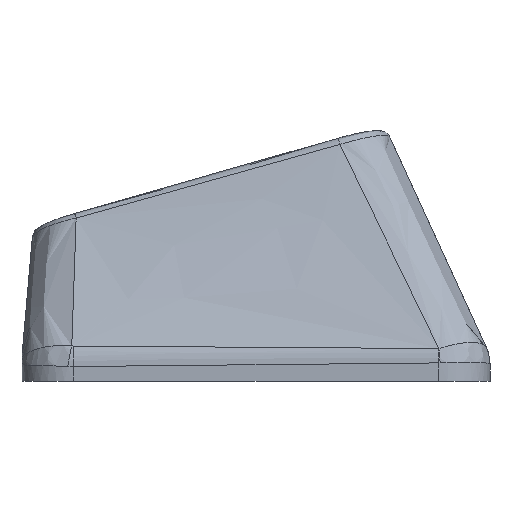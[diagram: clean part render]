
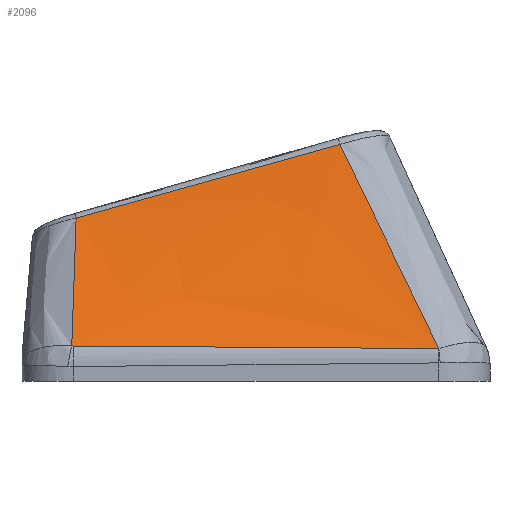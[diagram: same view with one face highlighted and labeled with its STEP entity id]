
A CAD part, left-side view. The second image highlights one B-rep face of the part: STEP entity #2096.
In plain terms, the highlighted free-form (B-spline) face has degree [3, 3] with [4, 4] control points.
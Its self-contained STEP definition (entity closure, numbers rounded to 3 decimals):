
#52=B_SPLINE_SURFACE_WITH_KNOTS('',3,3,((#5233,#5234,#5235,#5236),(#5237,
#5238,#5239,#5240),(#5241,#5242,#5243,#5244),(#5245,#5246,#5247,#5248)),
 .UNSPECIFIED.,.F.,.F.,.F.,(4,4),(4,4),(0.103,0.893),
(0.032,0.969),.UNSPECIFIED.);
#402=FACE_OUTER_BOUND('',#510,.T.);
#510=EDGE_LOOP('',(#1863,#1864,#1865,#1866,#1867,#1868));
#696=B_SPLINE_CURVE_WITH_KNOTS('',3,(#4741,#4742,#4743,#4744),
 .UNSPECIFIED.,.F.,.F.,(4,4),(0.,0.002),
 .UNSPECIFIED.);
#698=B_SPLINE_CURVE_WITH_KNOTS('',3,(#4768,#4769,#4770,#4771),
 .UNSPECIFIED.,.F.,.F.,(4,4),(0.,1.416),.UNSPECIFIED.);
#700=B_SPLINE_CURVE_WITH_KNOTS('',3,(#4795,#4796,#4797,#4798),
 .UNSPECIFIED.,.F.,.F.,(4,4),(0.,0.006),
 .UNSPECIFIED.);
#722=B_SPLINE_CURVE_WITH_KNOTS('',3,(#5223,#5224,#5225,#5226),
 .UNSPECIFIED.,.F.,.F.,(4,4),(-0.613,-0.026),
 .UNSPECIFIED.);
#724=B_SPLINE_CURVE_WITH_KNOTS('',3,(#5250,#5251,#5252,#5253),
 .UNSPECIFIED.,.F.,.F.,(4,4),(0.032,0.967),
 .UNSPECIFIED.);
#725=B_SPLINE_CURVE_WITH_KNOTS('',3,(#5254,#5255,#5256,#5257),
 .UNSPECIFIED.,.F.,.F.,(4,4),(-1.063,0.),.UNSPECIFIED.);
#938=VERTEX_POINT('',#4700);
#942=VERTEX_POINT('',#4734);
#944=VERTEX_POINT('',#4761);
#946=VERTEX_POINT('',#4788);
#973=VERTEX_POINT('',#5222);
#974=VERTEX_POINT('',#5249);
#1242=EDGE_CURVE('',#938,#942,#696,.T.);
#1245=EDGE_CURVE('',#942,#944,#698,.T.);
#1248=EDGE_CURVE('',#944,#946,#700,.T.);
#1289=EDGE_CURVE('',#946,#973,#722,.T.);
#1291=EDGE_CURVE('',#974,#938,#724,.T.);
#1292=EDGE_CURVE('',#973,#974,#725,.T.);
#1863=ORIENTED_EDGE('',*,*,#1248,.F.);
#1864=ORIENTED_EDGE('',*,*,#1245,.F.);
#1865=ORIENTED_EDGE('',*,*,#1242,.F.);
#1866=ORIENTED_EDGE('',*,*,#1291,.F.);
#1867=ORIENTED_EDGE('',*,*,#1292,.F.);
#1868=ORIENTED_EDGE('',*,*,#1289,.F.);
#2096=ADVANCED_FACE('',(#402),#52,.T.);
#4700=CARTESIAN_POINT('',(-16.116,-7.093,0.268));
#4734=CARTESIAN_POINT('',(-16.117,-7.077,0.268));
#4741=CARTESIAN_POINT('Ctrl Pts',(-16.116,-7.093,0.268));
#4742=CARTESIAN_POINT('Ctrl Pts',(-16.117,-7.088,0.268));
#4743=CARTESIAN_POINT('Ctrl Pts',(-16.117,-7.082,0.268));
#4744=CARTESIAN_POINT('Ctrl Pts',(-16.117,-7.077,0.268));
#4761=CARTESIAN_POINT('',(-15.996,7.092,0.365));
#4768=CARTESIAN_POINT('Ctrl Pts',(-16.117,-7.077,0.268));
#4769=CARTESIAN_POINT('Ctrl Pts',(-16.094,-2.355,0.293));
#4770=CARTESIAN_POINT('Ctrl Pts',(-16.064,2.367,0.324));
#4771=CARTESIAN_POINT('Ctrl Pts',(-15.996,7.092,0.365));
#4788=CARTESIAN_POINT('',(-15.992,7.149,0.371));
#4795=CARTESIAN_POINT('Ctrl Pts',(-15.996,7.092,0.365));
#4796=CARTESIAN_POINT('Ctrl Pts',(-15.996,7.111,0.365));
#4797=CARTESIAN_POINT('Ctrl Pts',(-15.994,7.13,0.367));
#4798=CARTESIAN_POINT('Ctrl Pts',(-15.992,7.149,0.371));
#5222=CARTESIAN_POINT('',(-12.915,6.98,5.334));
#5223=CARTESIAN_POINT('Ctrl Pts',(-15.992,7.149,0.371));
#5224=CARTESIAN_POINT('Ctrl Pts',(-14.958,7.075,2.021));
#5225=CARTESIAN_POINT('Ctrl Pts',(-13.933,7.015,3.676));
#5226=CARTESIAN_POINT('Ctrl Pts',(-12.915,6.98,5.334));
#5233=CARTESIAN_POINT('Ctrl Pts',(-12.89,-3.68,8.301));
#5234=CARTESIAN_POINT('Ctrl Pts',(-13.966,-4.818,5.623));
#5235=CARTESIAN_POINT('Ctrl Pts',(-15.041,-5.956,2.946));
#5236=CARTESIAN_POINT('Ctrl Pts',(-16.117,-7.093,0.268));
#5237=CARTESIAN_POINT('Ctrl Pts',(-12.89,-0.058,
7.307));
#5238=CARTESIAN_POINT('Ctrl Pts',(-13.966,-0.821,
4.95));
#5239=CARTESIAN_POINT('Ctrl Pts',(-15.041,-1.584,2.593));
#5240=CARTESIAN_POINT('Ctrl Pts',(-16.117,-2.346,0.236));
#5241=CARTESIAN_POINT('Ctrl Pts',(-12.89,3.564,6.312));
#5242=CARTESIAN_POINT('Ctrl Pts',(-13.966,3.176,4.276));
#5243=CARTESIAN_POINT('Ctrl Pts',(-15.041,2.788,2.24));
#5244=CARTESIAN_POINT('Ctrl Pts',(-16.117,2.401,0.204));
#5245=CARTESIAN_POINT('Ctrl Pts',(-12.89,7.186,5.318));
#5246=CARTESIAN_POINT('Ctrl Pts',(-13.966,7.173,3.602));
#5247=CARTESIAN_POINT('Ctrl Pts',(-15.041,7.16,1.887));
#5248=CARTESIAN_POINT('Ctrl Pts',(-16.117,7.148,0.172));
#5249=CARTESIAN_POINT('',(-12.89,-3.256,8.184));
#5250=CARTESIAN_POINT('Ctrl Pts',(-12.89,-3.256,8.184));
#5251=CARTESIAN_POINT('Ctrl Pts',(-13.982,-4.546,5.555));
#5252=CARTESIAN_POINT('Ctrl Pts',(-15.053,-5.823,2.914));
#5253=CARTESIAN_POINT('Ctrl Pts',(-16.116,-7.093,0.268));
#5254=CARTESIAN_POINT('Ctrl Pts',(-12.915,6.98,5.334));
#5255=CARTESIAN_POINT('Ctrl Pts',(-12.909,3.565,6.273));
#5256=CARTESIAN_POINT('Ctrl Pts',(-12.899,0.154,7.226));
#5257=CARTESIAN_POINT('Ctrl Pts',(-12.89,-3.256,8.184));
